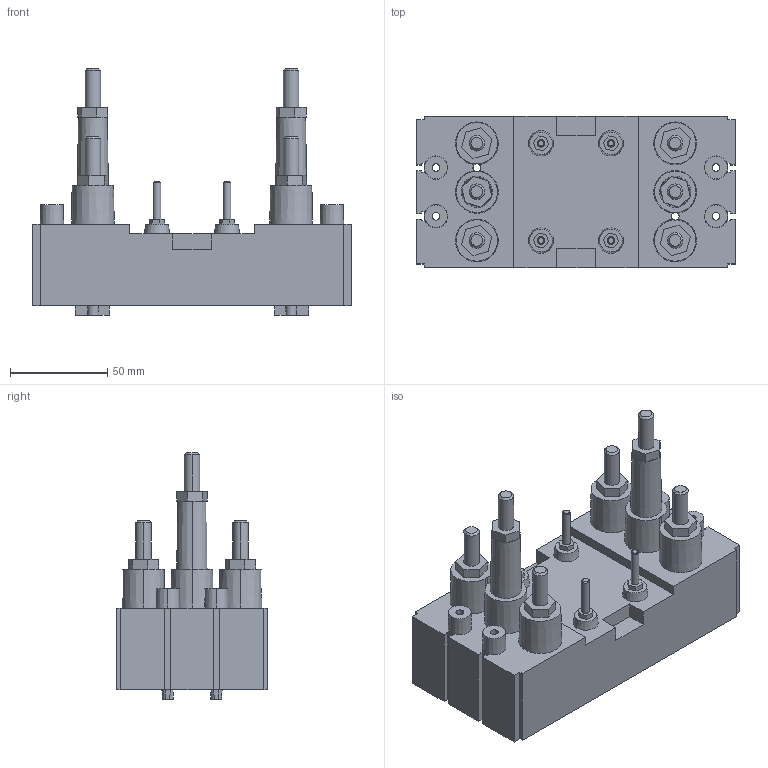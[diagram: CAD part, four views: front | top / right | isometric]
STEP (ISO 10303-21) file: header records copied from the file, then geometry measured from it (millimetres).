
FILE_DESCRIPTION (( 'STEP AP214' ), '1' );
FILE_NAME ('Ïàíåëü âòû÷íàÿ ÐÌ-99-1 ïåðåäíåãî ïðèñîåäèíåíèÿ ê ÂÀ-99 125À.STEP', '2018-08-23T12:38:47', ( '' ), ( '' ), 'SwSTEP 2.0', 'SolidWorks 2017', '' );
FILE_SCHEMA (( 'AUTOMOTIVE_DESIGN' ));
Length unit declared in the file: millimetre
Products named in the file (1): Ïàíåëü âòû÷íàÿ ÐÌ-99-1 ïåðåäíåãî ïðèñîåäèíåíèÿ ê ÂÀ-99 125À
Bounding box: 164 x 78 x 127 mm (x, y, z)
Volume: 553010.3 mm3; surface area: 83125.8 mm2
Topology: 1 solids, 1 shells, 346 faces, 860 edges, 556 vertices
Faces by surface type: plane 238, cone 64, cylinder 44
Entity records: 11777 total; most frequent: CARTESIAN_POINT 1851, DIRECTION 1758, ORIENTED_EDGE 1720, EDGE_CURVE 860, VECTOR 608, LINE 608, AXIS2_PLACEMENT_3D 575, VERTEX_POINT 556
